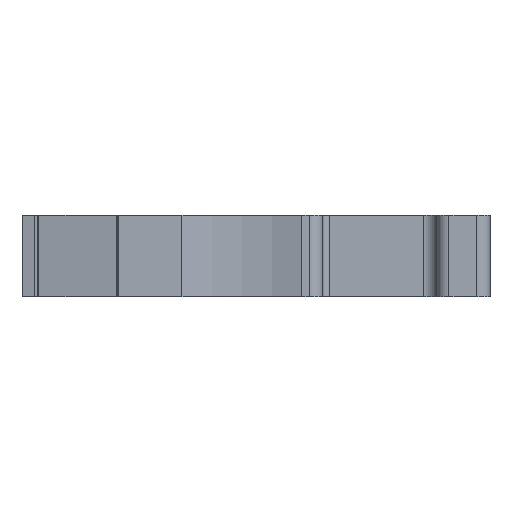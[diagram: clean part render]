
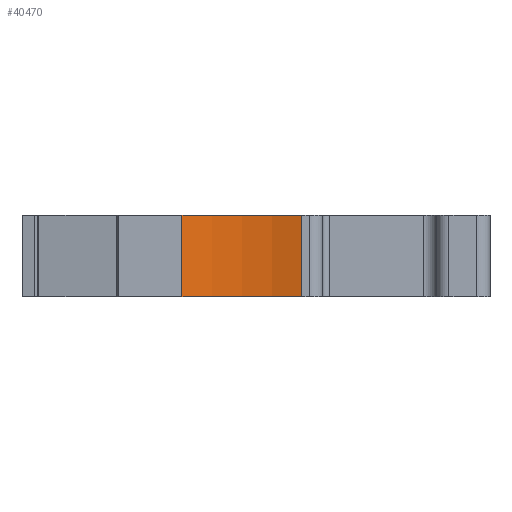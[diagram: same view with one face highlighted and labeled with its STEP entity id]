
A CAD part, left-side view. The second image highlights one B-rep face of the part: STEP entity #40470.
In plain terms, the highlighted cylindrical face has radius 15 mm (diameter 30 mm), a partial arc.
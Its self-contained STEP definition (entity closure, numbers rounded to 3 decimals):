
#13250=CARTESIAN_POINT('',(-69.1,-1.05,
-6.415));
#13260=DIRECTION('',(0.,0.,-1.));
#13270=VECTOR('',#13260,1.);
#13280=LINE('',#13250,#13270);
#13290=CARTESIAN_POINT('',(-69.1,-1.05,
1.));
#13300=VERTEX_POINT('',#13290);
#13310=CARTESIAN_POINT('',(-69.1,-1.05,
-5.15));
#13320=VERTEX_POINT('',#13310);
#13330=EDGE_CURVE('',#13300,#13320,#13280,.T.);
#34160=CARTESIAN_POINT('',(-69.1,7.95,
-5.15));
#34170=VERTEX_POINT('',#34160);
#34200=CARTESIAN_POINT('',(-83.409,3.45,
-5.15));
#34210=DIRECTION('',(0.,0.,1.));
#34220=DIRECTION('',(1.,0.,0.));
#34230=AXIS2_PLACEMENT_3D('',#34200,#34210,#34220);
#34240=CIRCLE('',#34230,15.);
#34250=EDGE_CURVE('',#13320,#34170,#34240,.T.);
#40230=CARTESIAN_POINT('',(-83.409,3.45,
-6.415));
#40240=DIRECTION('',(0.,0.,1.));
#40250=DIRECTION('',(1.,0.,0.));
#40260=AXIS2_PLACEMENT_3D('',#40230,#40240,#40250);
#40270=CYLINDRICAL_SURFACE('',#40260,15.);
#40280=CARTESIAN_POINT('',(-83.409,3.45,
1.));
#40290=DIRECTION('',(0.,0.,1.));
#40300=DIRECTION('',(1.,0.,0.));
#40310=AXIS2_PLACEMENT_3D('',#40280,#40290,#40300);
#40320=CIRCLE('',#40310,15.);
#40330=CARTESIAN_POINT('',(-69.1,7.95,
1.));
#40340=VERTEX_POINT('',#40330);
#40350=EDGE_CURVE('',#13300,#40340,#40320,.T.);
#40360=ORIENTED_EDGE('',*,*,#40350,.T.);
#40370=ORIENTED_EDGE('',*,*,#13330,.F.);
#40380=ORIENTED_EDGE('',*,*,#34250,.F.);
#40390=CARTESIAN_POINT('',(-69.1,7.95,
-6.415));
#40400=DIRECTION('',(0.,0.,1.));
#40410=VECTOR('',#40400,1.);
#40420=LINE('',#40390,#40410);
#40430=EDGE_CURVE('',#34170,#40340,#40420,.T.);
#40440=ORIENTED_EDGE('',*,*,#40430,.F.);
#40450=EDGE_LOOP('',(#40440,#40380,#40370,#40360));
#40460=FACE_OUTER_BOUND('',#40450,.T.);
#40470=ADVANCED_FACE('',(#40460),#40270,.F.);
